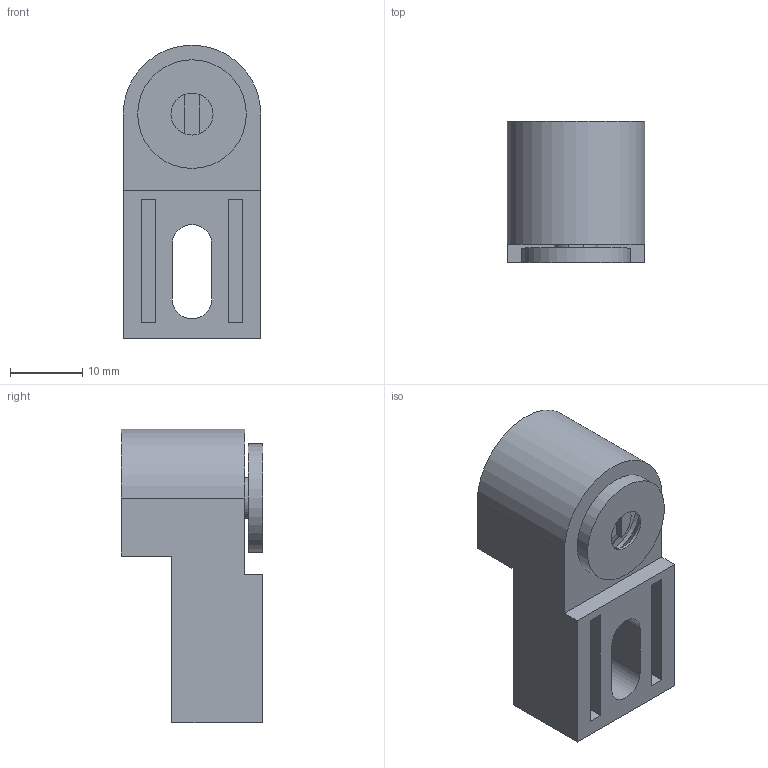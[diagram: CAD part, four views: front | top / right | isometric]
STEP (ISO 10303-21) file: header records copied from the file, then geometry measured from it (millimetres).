
FILE_DESCRIPTION((''),'2;1');
FILE_NAME('623021.ipt.stp','2010-09-05T12:18:57',(''),(''),'Autodesk Inventor 2010','Autodesk Inventor 2010','');
FILE_SCHEMA(('AUTOMOTIVE_DESIGN { 1 0 10303 214 1 1 1 1 }'));
Length unit declared in the file: millimetre
Products named in the file (1): 623021
Bounding box: 19 x 19.5 x 40.5 mm (x, y, z)
Volume: 8963.1 mm3; surface area: 5454.4 mm2
Topology: 3 solids, 3 shells, 57 faces, 125 edges, 81 vertices
Faces by surface type: plane 40, cylinder 9, bspline 5, cone 2, torus 1
Full cylindrical faces by diameter (mm): 5.8 x1, 7.8 x1, 8.6 x1, 15 x1
Entity records: 1660 total; most frequent: CARTESIAN_POINT 309, DIRECTION 248, ORIENTED_EDGE 228, EDGE_CURVE 114, VECTOR 86, LINE 86, AXIS2_PLACEMENT_3D 81, VERTEX_POINT 80
